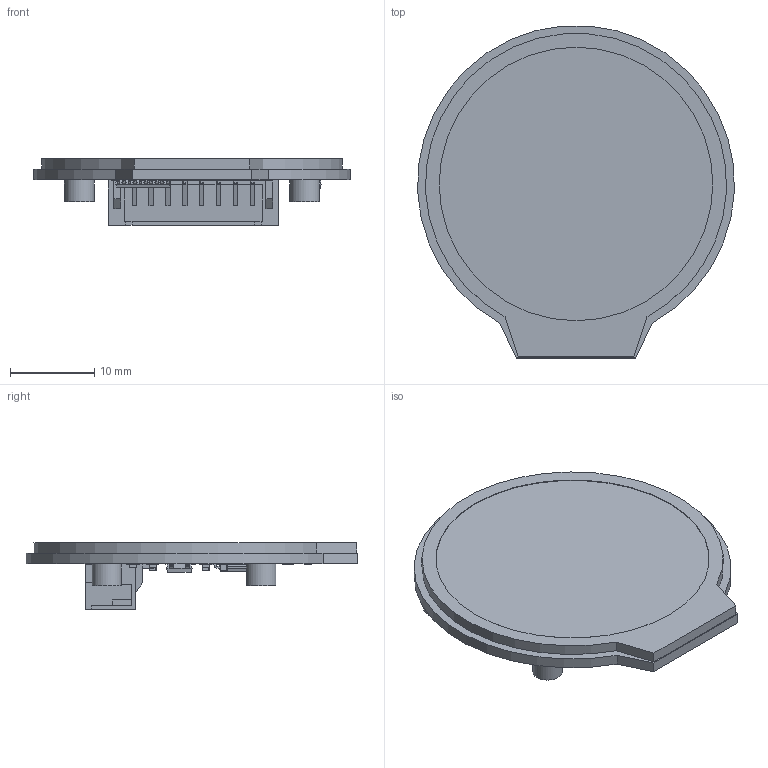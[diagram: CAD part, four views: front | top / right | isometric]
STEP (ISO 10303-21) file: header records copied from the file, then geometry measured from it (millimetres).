
FILE_DESCRIPTION(/* description */ ('Unknown','CAx-IF Rec.Pracs.---Representation and Presentation of Product Manufacturing Information (PMI)---4.0---2014-10-13','CAx-IF Rec.Pracs.---3D Tessellated Geometry---0.4---2014-09-14','2;1'),/* implementation_level */ '2;1');
FILE_NAME(/* name */ 'Waveshare 1.28in Round Display-No Glass',/* time_stamp */ '2022-02-27T22:47:12-05:00',/* author */ ('Unknown'),/* organization */ ('Unknown'),/* preprocessor_version */ 'ST-DEVELOPER v16.7',/* originating_system */ 'Solid Edge',/* authorisation */ 'Unknown');
FILE_SCHEMA (('AP242_MANAGED_MODEL_BASED_3D_ENGINEERING_MIM_LF { 1 0 10303 442 1 1 4 }'));
Products named in the file (9): Waveshare 1.28in Round Display; Board; TSSOP-20 0.65p 4.4mm; Brass fitting; Resistor - 0603; Capacitor - 0603; JST - PH - SMD (R) - 8Pin - 2.00mm; SOT23-3; SOT23-5
Assembly tree (17 placements, depth 2):
  Waveshare 1.28in Round Display
    Board
    TSSOP-20 0.65p 4.4mm
    Brass fitting  x4
    Resistor - 0603  x3
    Capacitor - 0603  x5
    JST - PH - SMD (R) - 8Pin - 2.00mm
    SOT23-3
    SOT23-5
Bounding box: 37.5 x 39.3 x 7.91 mm (x, y, z)
Volume: 3062.6 mm3; surface area: 4310.9 mm2
Topology: 38 solids, 78 shells, 1957 faces, 4779 edges, 3122 vertices
Faces by surface type: plane 1556, bspline 226, cylinder 175
Full cylindrical faces by diameter (mm): 0.4 x1, 0.69 x1, 1 x8, 1.559 x1, 1.895 x1, 3.5 x4, 32.4 x1
Entity records: 71780 total; most frequent: CARTESIAN_POINT 22063, ORIENTED_EDGE 8602, DIRECTION 6364, EDGE_CURVE 4301, VERTEX_POINT 2838, LINE 2700, VECTOR 2700, EDGE_LOOP 1931
